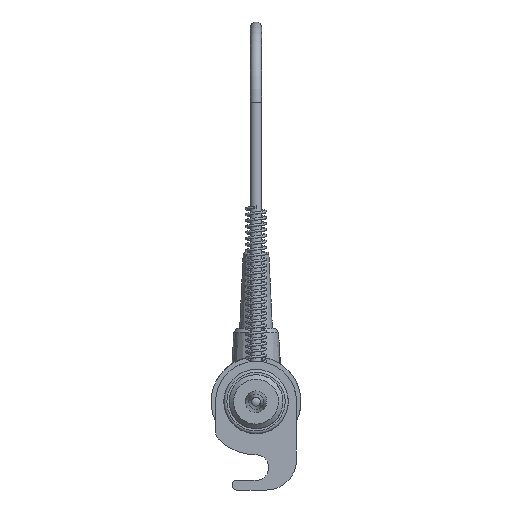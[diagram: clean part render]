
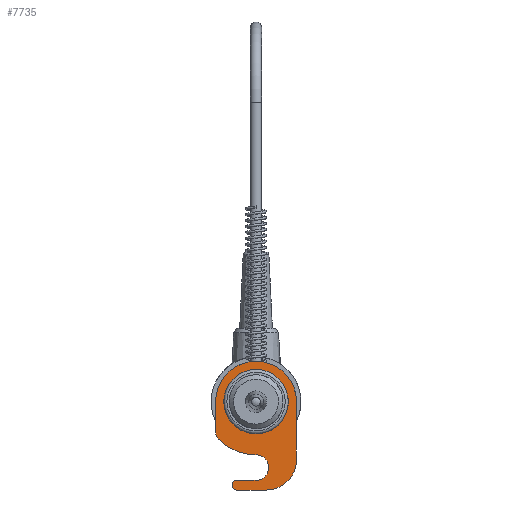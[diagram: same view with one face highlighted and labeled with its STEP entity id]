
A CAD part, left-side view. The second image highlights one B-rep face of the part: STEP entity #7735.
In plain terms, the highlighted planar face has unit normal (-1, 0, 0).
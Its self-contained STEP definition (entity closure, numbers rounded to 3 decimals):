
#694=LINE('',#13068,#1337);
#705=LINE('',#13487,#1348);
#709=LINE('',#13499,#1352);
#712=LINE('',#13506,#1355);
#713=LINE('',#13508,#1356);
#1337=VECTOR('',#10575,10.);
#1348=VECTOR('',#10648,10.);
#1352=VECTOR('',#10662,10.);
#1355=VECTOR('',#10671,10.);
#1356=VECTOR('',#10674,10.);
#1679=PLANE('',#8518);
#1754=FACE_BOUND('',#2627,.T.);
#2158=FACE_OUTER_BOUND('',#2626,.T.);
#2626=EDGE_LOOP('',(#6833,#6834,#6835,#6836,#6837,#6838,#6839,#6840,#6841,
#6842,#6843,#6844));
#2627=EDGE_LOOP('',(#6845));
#2996=CIRCLE('',#8467,3.);
#3012=CIRCLE('',#8494,10.75);
#3014=CIRCLE('',#8503,17.75);
#3015=CIRCLE('',#8505,4.25);
#3016=CIRCLE('',#8507,10.);
#3017=CIRCLE('',#8510,13.5);
#3018=CIRCLE('',#8512,1.5);
#3019=CIRCLE('',#8515,1.5);
#3684=VERTEX_POINT('',#13031);
#3685=VERTEX_POINT('',#13033);
#3700=VERTEX_POINT('',#13067);
#3720=VERTEX_POINT('',#13392);
#3723=VERTEX_POINT('',#13472);
#3724=VERTEX_POINT('',#13476);
#3725=VERTEX_POINT('',#13480);
#3726=VERTEX_POINT('',#13481);
#3727=VERTEX_POINT('',#13486);
#3728=VERTEX_POINT('',#13492);
#3729=VERTEX_POINT('',#13493);
#3730=VERTEX_POINT('',#13498);
#3731=VERTEX_POINT('',#13502);
#4710=EDGE_CURVE('',#3684,#3685,#2996,.T.);
#4727=EDGE_CURVE('',#3700,#3685,#694,.T.);
#4753=EDGE_CURVE('',#3720,#3720,#3012,.T.);
#4758=EDGE_CURVE('',#3684,#3723,#3014,.T.);
#4759=EDGE_CURVE('',#3723,#3724,#3015,.T.);
#4761=EDGE_CURVE('',#3725,#3726,#3016,.T.);
#4764=EDGE_CURVE('',#3726,#3727,#705,.T.);
#4766=EDGE_CURVE('',#3727,#3700,#3017,.T.);
#4767=EDGE_CURVE('',#3728,#3729,#3018,.T.);
#4770=EDGE_CURVE('',#3729,#3730,#709,.T.);
#4772=EDGE_CURVE('',#3730,#3731,#3019,.T.);
#4774=EDGE_CURVE('',#3731,#3725,#712,.T.);
#4775=EDGE_CURVE('',#3724,#3728,#713,.T.);
#6833=ORIENTED_EDGE('',*,*,#4710,.F.);
#6834=ORIENTED_EDGE('',*,*,#4758,.T.);
#6835=ORIENTED_EDGE('',*,*,#4759,.T.);
#6836=ORIENTED_EDGE('',*,*,#4775,.T.);
#6837=ORIENTED_EDGE('',*,*,#4767,.T.);
#6838=ORIENTED_EDGE('',*,*,#4770,.T.);
#6839=ORIENTED_EDGE('',*,*,#4772,.T.);
#6840=ORIENTED_EDGE('',*,*,#4774,.T.);
#6841=ORIENTED_EDGE('',*,*,#4761,.T.);
#6842=ORIENTED_EDGE('',*,*,#4764,.T.);
#6843=ORIENTED_EDGE('',*,*,#4766,.T.);
#6844=ORIENTED_EDGE('',*,*,#4727,.T.);
#6845=ORIENTED_EDGE('',*,*,#4753,.T.);
#7735=ADVANCED_FACE('',(#2158,#1754),#1679,.T.);
#8467=AXIS2_PLACEMENT_3D('',#13034,#10545,#10546);
#8494=AXIS2_PLACEMENT_3D('',#13393,#10614,#10615);
#8503=AXIS2_PLACEMENT_3D('',#13474,#10633,#10634);
#8505=AXIS2_PLACEMENT_3D('',#13477,#10637,#10638);
#8507=AXIS2_PLACEMENT_3D('',#13482,#10642,#10643);
#8510=AXIS2_PLACEMENT_3D('',#13490,#10652,#10653);
#8512=AXIS2_PLACEMENT_3D('',#13494,#10656,#10657);
#8515=AXIS2_PLACEMENT_3D('',#13503,#10666,#10667);
#8518=AXIS2_PLACEMENT_3D('',#13509,#10675,#10676);
#10545=DIRECTION('center_axis',(1.,0.,0.));
#10546=DIRECTION('ref_axis',(0.,0.925,-0.38));
#10575=DIRECTION('',(0.,0.,-1.));
#10614=DIRECTION('center_axis',(1.,0.,0.));
#10615=DIRECTION('ref_axis',(0.,-1.,0.));
#10633=DIRECTION('center_axis',(-1.,0.,0.));
#10634=DIRECTION('ref_axis',(0.,0.761,-0.649));
#10637=DIRECTION('center_axis',(1.,0.,0.));
#10638=DIRECTION('ref_axis',(0.,0.,
1.));
#10642=DIRECTION('center_axis',(-1.,0.,0.));
#10643=DIRECTION('ref_axis',(0.,0.,
-1.));
#10648=DIRECTION('',(0.,0.,1.));
#10652=DIRECTION('center_axis',(-1.,0.,0.));
#10653=DIRECTION('ref_axis',(0.,-1.,0.));
#10656=DIRECTION('center_axis',(-1.,0.,0.));
#10657=DIRECTION('ref_axis',(0.,0.,
1.));
#10662=DIRECTION('',(0.,0.,-1.));
#10666=DIRECTION('center_axis',(-1.,0.,0.));
#10667=DIRECTION('ref_axis',(0.,1.,0.));
#10671=DIRECTION('',(0.,-1.,0.));
#10674=DIRECTION('',(0.,1.,0.));
#10675=DIRECTION('center_axis',(-1.,0.,0.));
#10676=DIRECTION('ref_axis',(0.,-1.,0.));
#13031=CARTESIAN_POINT('',(0.,12.636,-12.42));
#13033=CARTESIAN_POINT('',(0.,13.5,-10.313));
#13034=CARTESIAN_POINT('Origin',(0.,10.5,-10.313));
#13067=CARTESIAN_POINT('',(0.,13.5,0.046));
#13068=CARTESIAN_POINT('',(0.,13.5,0.046));
#13392=CARTESIAN_POINT('',(0.,10.75,0.046));
#13393=CARTESIAN_POINT('Origin',(0.,0.,
0.046));
#13472=CARTESIAN_POINT('',(0.,0.,-17.704));
#13474=CARTESIAN_POINT('Origin',(0.,0.,
0.046));
#13476=CARTESIAN_POINT('',(0.,0.,-26.204));
#13477=CARTESIAN_POINT('Origin',(0.,0.,
-21.954));
#13480=CARTESIAN_POINT('',(0.,-3.5,-29.454));
#13481=CARTESIAN_POINT('',(0.,-13.5,-19.454));
#13482=CARTESIAN_POINT('Origin',(0.,-3.5,
-19.454));
#13486=CARTESIAN_POINT('',(0.,-13.5,0.046));
#13487=CARTESIAN_POINT('',(0.,-13.5,-19.454));
#13490=CARTESIAN_POINT('Origin',(0.,0.,
0.046));
#13492=CARTESIAN_POINT('',(0.,6.499,-26.204));
#13493=CARTESIAN_POINT('',(0.,7.999,-27.704));
#13494=CARTESIAN_POINT('Origin',(0.,6.499,
-27.704));
#13498=CARTESIAN_POINT('',(0.,7.999,-28.003));
#13499=CARTESIAN_POINT('',(0.,7.999,-27.704));
#13502=CARTESIAN_POINT('',(0.,6.5,-29.454));
#13503=CARTESIAN_POINT('Origin',(0.,6.5,
-27.954));
#13506=CARTESIAN_POINT('',(0.,6.5,-29.454));
#13508=CARTESIAN_POINT('',(0.,0.,-26.204));
#13509=CARTESIAN_POINT('Origin',(0.,2.242,
-28.056));
